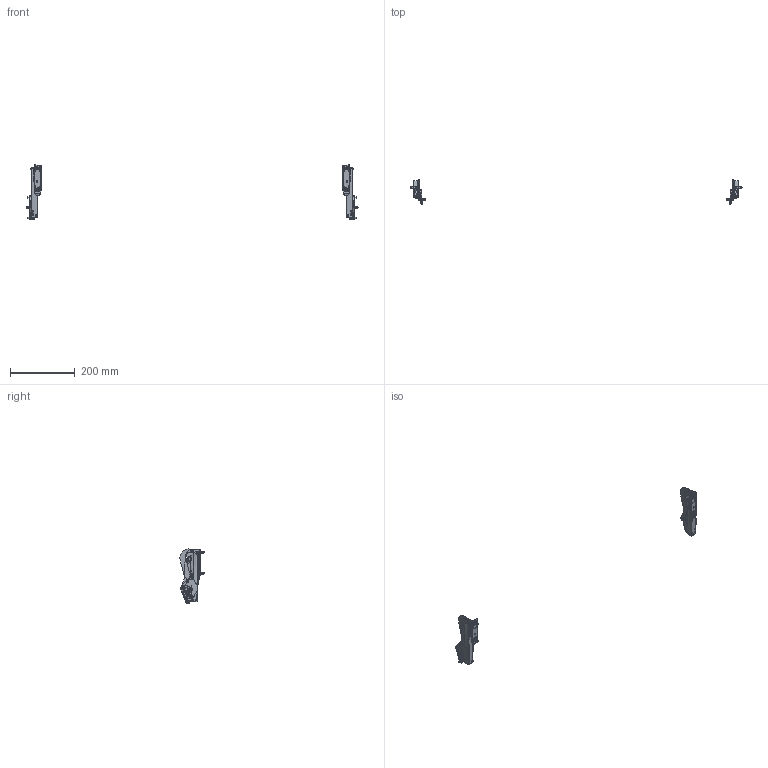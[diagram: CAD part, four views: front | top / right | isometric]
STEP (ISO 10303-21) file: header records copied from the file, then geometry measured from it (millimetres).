
FILE_DESCRIPTION(/* description */ (''),/* implementation_level */ '2;1');
FILE_NAME(/* name */ '3D_500-0320-XX.sat.ipt.stp',/* time_stamp */ '2022-08-09T16:52:04+02:00',/* author */ (''),/* organization */ (''),/* preprocessor_version */ 'ST-DEVELOPER v18.1',/* originating_system */ 'Autodesk Inventor 2021',/* authorisation */ '');
FILE_SCHEMA (('CONFIG_CONTROL_DESIGN'));
Products named in the file (1): 3D_500-0320-XX.sat
Bounding box: 1023.9 x 75.01 x 166.98 mm (x, y, z)
Volume: 132155.5 mm3; surface area: 111660.9 mm2
Topology: 4 solids, 4 shells, 3735 faces, 10235 edges, 6510 vertices
Faces by surface type: plane 1674, bspline 894, cylinder 816, cone 169, torus 168, sphere 14
Full cylindrical faces by diameter (mm): 1.5 x6, 2 x2, 3 x2, 3.5 x4, 4 x8, 4.5 x24, 4.8 x10, 5 x4, 5.05 x14, 6 x16, 6.1 x2, 6.2 x2, 6.8 x4, 7 x2, 7.05 x2, 7.6 x2, 7.8 x6, 8 x6, 8.2 x2, 8.7 x2, 9 x2, 10 x4, 10.1 x2, 11 x6, 11.2 x2, 11.8 x2
Entity records: 225654 total; most frequent: CARTESIAN_POINT 135952, ORIENTED_EDGE 20442, DIRECTION 16818, EDGE_CURVE 10221, VERTEX_POINT 6510, AXIS2_PLACEMENT_3D 6245, LINE 4328, VECTOR 4328
